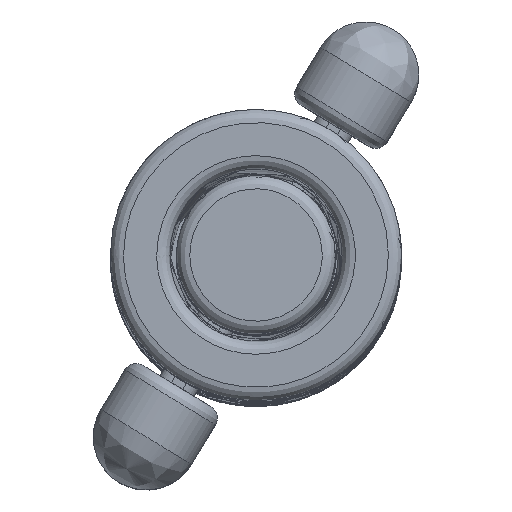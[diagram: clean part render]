
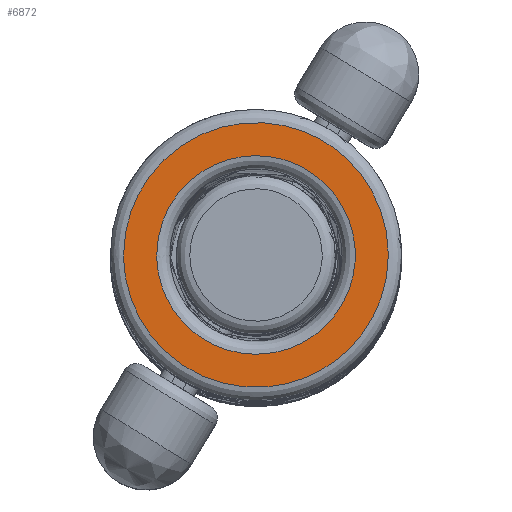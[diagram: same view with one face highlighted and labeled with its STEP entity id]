
A CAD part, top view. The second image highlights one B-rep face of the part: STEP entity #6872.
In plain terms, the highlighted free-form (B-spline) face has degree [1, 1] with [2, 2] control points.
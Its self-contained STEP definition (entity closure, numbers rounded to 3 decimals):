
#6872 = ADVANCED_FACE('',(#6873,#6887),#6901,.F.);
#6873 = FACE_BOUND('',#6874,.T.);
#6874 = EDGE_LOOP('',(#6875));
#6875 = ORIENTED_EDGE('',*,*,#6876,.T.);
#6876 = EDGE_CURVE('',#6877,#6877,#6879,.T.);
#6877 = VERTEX_POINT('',#6878);
#6878 = CARTESIAN_POINT('',(-3.094,0.,
    123.746));
#6879 = ( BOUNDED_CURVE() B_SPLINE_CURVE(2,(#6880,#6881,#6882,#6883,
#6884,#6885,#6886),.UNSPECIFIED.,.T.,.F.) B_SPLINE_CURVE_WITH_KNOTS((1,2
    ,2,2,2,1),(-2.094,0.,2.094,4.189,
6.283,8.378),.UNSPECIFIED.) CURVE() 
GEOMETRIC_REPRESENTATION_ITEM() RATIONAL_B_SPLINE_CURVE((1.,0.5,1.,0.5,
1.,0.5,1.)) REPRESENTATION_ITEM('') );
#6880 = CARTESIAN_POINT('',(-3.094,0.,
    123.746));
#6881 = CARTESIAN_POINT('',(-3.094,5.358,
    123.746));
#6882 = CARTESIAN_POINT('',(1.547,2.679,
    123.746));
#6883 = CARTESIAN_POINT('',(6.187,0.,
    123.746));
#6884 = CARTESIAN_POINT('',(1.547,-2.679,
    123.746));
#6885 = CARTESIAN_POINT('',(-3.094,-5.358,
    123.746));
#6886 = CARTESIAN_POINT('',(-3.094,0.,
    123.746));
#6887 = FACE_BOUND('',#6888,.T.);
#6888 = EDGE_LOOP('',(#6889));
#6889 = ORIENTED_EDGE('',*,*,#6890,.F.);
#6890 = EDGE_CURVE('',#6891,#6891,#6893,.T.);
#6891 = VERTEX_POINT('',#6892);
#6892 = CARTESIAN_POINT('',(-4.125,0.,
    123.746));
#6893 = ( BOUNDED_CURVE() B_SPLINE_CURVE(2,(#6894,#6895,#6896,#6897,
#6898,#6899,#6900),.UNSPECIFIED.,.T.,.F.) B_SPLINE_CURVE_WITH_KNOTS((1,2
    ,2,2,2,1),(-2.094,0.,2.094,4.189,
6.283,8.378),.UNSPECIFIED.) CURVE() 
GEOMETRIC_REPRESENTATION_ITEM() RATIONAL_B_SPLINE_CURVE((1.,0.5,1.,0.5,
1.,0.5,1.)) REPRESENTATION_ITEM('') );
#6894 = CARTESIAN_POINT('',(-4.125,0.,
    123.746));
#6895 = CARTESIAN_POINT('',(-4.125,7.144,
    123.746));
#6896 = CARTESIAN_POINT('',(2.062,3.572,123.746
    ));
#6897 = CARTESIAN_POINT('',(8.25,0.,
    123.746));
#6898 = CARTESIAN_POINT('',(2.062,-3.572,
    123.746));
#6899 = CARTESIAN_POINT('',(-4.125,-7.144,
    123.746));
#6900 = CARTESIAN_POINT('',(-4.125,0.,
    123.746));
#6901 = B_SPLINE_SURFACE_WITH_KNOTS('',1,1,(
    (#6902,#6903)
    ,(#6904,#6905
  )),.UNSPECIFIED.,.F.,.F.,.F.,(2,2),(2,2),(-9.375,0.625),(-5.,5.),
  .PIECEWISE_BEZIER_KNOTS.);
#6902 = CARTESIAN_POINT('',(-4.125,4.125,
    123.746));
#6903 = CARTESIAN_POINT('',(-4.125,-4.125,
    123.746));
#6904 = CARTESIAN_POINT('',(4.125,4.125,
    123.746));
#6905 = CARTESIAN_POINT('',(4.125,-4.125,
    123.746));
